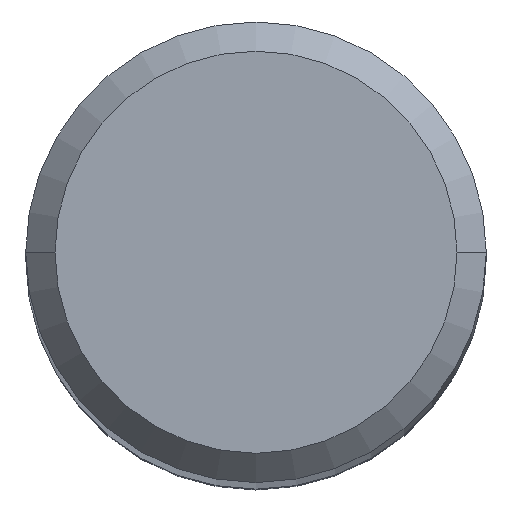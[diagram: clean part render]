
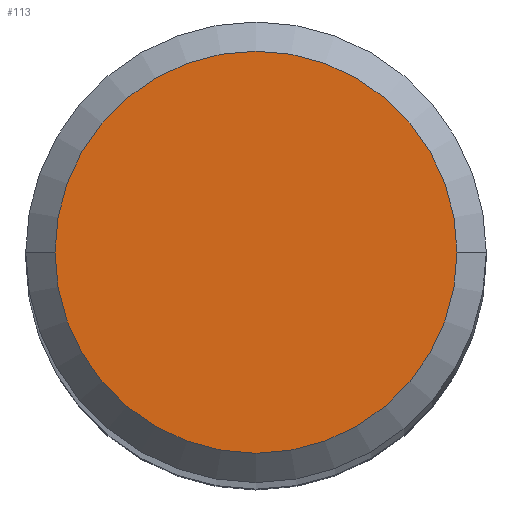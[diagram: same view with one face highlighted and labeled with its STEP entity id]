
A CAD part, top view. The second image highlights one B-rep face of the part: STEP entity #113.
In plain terms, the highlighted planar face has unit normal (0, 0, 1).
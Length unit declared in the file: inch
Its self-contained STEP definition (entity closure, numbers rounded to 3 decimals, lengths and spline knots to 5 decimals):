
#5 = DIRECTION ( 'NONE',  ( 0., 0., 1. ) ) ;
#31 = EDGE_LOOP ( 'NONE', ( #64, #271 ) ) ;
#47 = CARTESIAN_POINT ( 'NONE',  ( 0., 0., 2.24409 ) ) ;
#60 = DIRECTION ( 'NONE',  ( 0., 0., 1. ) ) ;
#64 = ORIENTED_EDGE ( 'NONE', *, *, #259, .T. ) ;
#91 = CIRCLE ( 'NONE', #177, 0.10311 ) ;
#113 = ADVANCED_FACE ( 'NONE', ( #253 ), #115, .T. ) ;
#115 = PLANE ( 'NONE',  #325 ) ;
#126 = AXIS2_PLACEMENT_3D ( 'NONE', #47, #5, #209 ) ;
#147 = DIRECTION ( 'NONE',  ( 0., 0., 1. ) ) ;
#148 = CIRCLE ( 'NONE', #126, 0.10311 ) ;
#158 = CARTESIAN_POINT ( 'NONE',  ( 0.10311, 0., 2.24409 ) ) ;
#162 = VERTEX_POINT ( 'NONE', #361 ) ;
#177 = AXIS2_PLACEMENT_3D ( 'NONE', #337, #60, #299 ) ;
#183 = CARTESIAN_POINT ( 'NONE',  ( 0., 0., 2.24409 ) ) ;
#209 = DIRECTION ( 'NONE',  ( 1., 0., 0. ) ) ;
#253 = FACE_OUTER_BOUND ( 'NONE', #31, .T. ) ;
#259 = EDGE_CURVE ( 'NONE', #162, #340, #91, .T. ) ;
#271 = ORIENTED_EDGE ( 'NONE', *, *, #359, .T. ) ;
#299 = DIRECTION ( 'NONE',  ( 1., 0., 0. ) ) ;
#325 = AXIS2_PLACEMENT_3D ( 'NONE', #183, #147, #363 ) ;
#337 = CARTESIAN_POINT ( 'NONE',  ( 0., 0., 2.24409 ) ) ;
#340 = VERTEX_POINT ( 'NONE', #158 ) ;
#359 = EDGE_CURVE ( 'NONE', #340, #162, #148, .T. ) ;
#361 = CARTESIAN_POINT ( 'NONE',  ( -0.10311, 0., 2.24409 ) ) ;
#363 = DIRECTION ( 'NONE',  ( 1., 0., 0. ) ) ;
